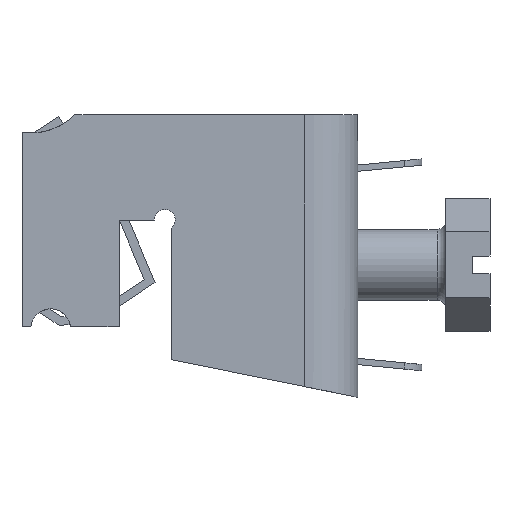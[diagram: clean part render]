
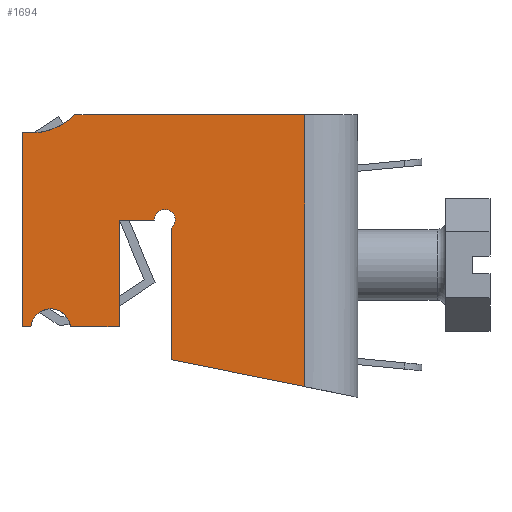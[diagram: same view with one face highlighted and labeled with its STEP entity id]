
A CAD part, left-side view. The second image highlights one B-rep face of the part: STEP entity #1694.
In plain terms, the highlighted planar face has unit normal (-1, 0, 0).
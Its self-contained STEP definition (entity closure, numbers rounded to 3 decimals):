
#71=CIRCLE('',#1833,7.071);
#72=CIRCLE('',#1834,2.264);
#73=CIRCLE('',#1835,1.177);
#155=ORIENTED_EDGE('',*,*,#657,.T.);
#156=ORIENTED_EDGE('',*,*,#658,.F.);
#157=ORIENTED_EDGE('',*,*,#659,.F.);
#158=ORIENTED_EDGE('',*,*,#660,.T.);
#159=ORIENTED_EDGE('',*,*,#661,.F.);
#160=ORIENTED_EDGE('',*,*,#662,.F.);
#161=ORIENTED_EDGE('',*,*,#663,.F.);
#162=ORIENTED_EDGE('',*,*,#664,.T.);
#163=ORIENTED_EDGE('',*,*,#665,.F.);
#164=ORIENTED_EDGE('',*,*,#666,.F.);
#165=ORIENTED_EDGE('',*,*,#667,.T.);
#166=ORIENTED_EDGE('',*,*,#668,.T.);
#657=EDGE_CURVE('',#908,#909,#71,.T.);
#658=EDGE_CURVE('',#910,#909,#1058,.T.);
#659=EDGE_CURVE('',#911,#910,#1059,.T.);
#660=EDGE_CURVE('',#911,#912,#72,.T.);
#661=EDGE_CURVE('',#913,#912,#1060,.T.);
#662=EDGE_CURVE('',#914,#913,#1061,.T.);
#663=EDGE_CURVE('',#915,#914,#1062,.T.);
#664=EDGE_CURVE('',#915,#916,#73,.T.);
#665=EDGE_CURVE('',#917,#916,#1063,.T.);
#666=EDGE_CURVE('',#918,#917,#1064,.T.);
#667=EDGE_CURVE('',#918,#919,#1065,.T.);
#668=EDGE_CURVE('',#919,#908,#1066,.T.);
#908=VERTEX_POINT('',#2560);
#909=VERTEX_POINT('',#2561);
#910=VERTEX_POINT('',#2563);
#911=VERTEX_POINT('',#2565);
#912=VERTEX_POINT('',#2567);
#913=VERTEX_POINT('',#2569);
#914=VERTEX_POINT('',#2571);
#915=VERTEX_POINT('',#2573);
#916=VERTEX_POINT('',#2575);
#917=VERTEX_POINT('',#2577);
#918=VERTEX_POINT('',#2579);
#919=VERTEX_POINT('',#2581);
#1058=LINE('',#2562,#1269);
#1059=LINE('',#2564,#1270);
#1060=LINE('',#2568,#1271);
#1061=LINE('',#2570,#1272);
#1062=LINE('',#2572,#1273);
#1063=LINE('',#2576,#1274);
#1064=LINE('',#2578,#1275);
#1065=LINE('',#2580,#1276);
#1066=LINE('',#2582,#1277);
#1269=VECTOR('',#2040,1000.);
#1270=VECTOR('',#2041,1000.);
#1271=VECTOR('',#2044,1000.);
#1272=VECTOR('',#2045,1000.);
#1273=VECTOR('',#2046,1000.);
#1274=VECTOR('',#2049,1000.);
#1275=VECTOR('',#2050,1000.);
#1276=VECTOR('',#2051,1000.);
#1277=VECTOR('',#2052,1000.);
#1434=EDGE_LOOP('',(#155,#156,#157,#158,#159,#160,#161,#162,#163,#164,#165,
#166));
#1527=FACE_BOUND('',#1434,.T.);
#1620=PLANE('',#1832);
#1694=ADVANCED_FACE('',(#1527),#1620,.F.);
#1832=AXIS2_PLACEMENT_3D('',#2558,#2036,#2037);
#1833=AXIS2_PLACEMENT_3D('',#2559,#2038,#2039);
#1834=AXIS2_PLACEMENT_3D('',#2566,#2042,#2043);
#1835=AXIS2_PLACEMENT_3D('',#2574,#2047,#2048);
#2036=DIRECTION('',(1.,0.,0.));
#2037=DIRECTION('',(0.,0.,-1.));
#2038=DIRECTION('',(1.,0.,0.));
#2039=DIRECTION('',(0.,1.,0.));
#2040=DIRECTION('',(0.,1.,0.));
#2041=DIRECTION('',(0.,0.,-1.));
#2042=DIRECTION('',(1.,0.,0.));
#2043=DIRECTION('',(0.,1.,0.));
#2044=DIRECTION('',(0.,0.,-1.));
#2045=DIRECTION('',(0.,-1.,0.));
#2046=DIRECTION('',(0.,0.,-1.));
#2047=DIRECTION('',(1.,0.,0.));
#2048=DIRECTION('',(0.,1.,0.));
#2049=DIRECTION('',(0.,1.,0.));
#2050=DIRECTION('',(0.,0.198,-0.98));
#2051=DIRECTION('',(0.,1.,0.));
#2052=DIRECTION('',(0.,0.,-1.));
#2558=CARTESIAN_POINT('',(-10.5,-32.,-6.));
#2559=CARTESIAN_POINT('',(-10.5,5.,-37.));
#2560=CARTESIAN_POINT('',(-10.5,0.,-32.));
#2561=CARTESIAN_POINT('',(-10.5,-2.,-38.));
#2562=CARTESIAN_POINT('',(-10.5,-32.,-38.));
#2563=CARTESIAN_POINT('',(-10.5,-24.,-38.));
#2564=CARTESIAN_POINT('',(-10.5,-24.,-37.));
#2565=CARTESIAN_POINT('',(-10.5,-24.,-37.));
#2566=CARTESIAN_POINT('',(-10.5,-24.25,-34.75));
#2567=CARTESIAN_POINT('',(-10.5,-24.,-32.5));
#2568=CARTESIAN_POINT('',(-10.5,-24.,-27.));
#2569=CARTESIAN_POINT('',(-10.5,-24.,-27.));
#2570=CARTESIAN_POINT('',(-10.5,-12.,-27.));
#2571=CARTESIAN_POINT('',(-10.5,-12.,-27.));
#2572=CARTESIAN_POINT('',(-10.5,-12.,-23.));
#2573=CARTESIAN_POINT('',(-10.5,-12.,-23.));
#2574=CARTESIAN_POINT('',(-10.5,-11.925,-21.825));
#2575=CARTESIAN_POINT('',(-10.5,-12.851,-21.098));
#2576=CARTESIAN_POINT('',(-10.5,-27.738,-21.098));
#2577=CARTESIAN_POINT('',(-10.5,-27.738,-21.098));
#2578=CARTESIAN_POINT('',(-10.5,-32.,0.));
#2579=CARTESIAN_POINT('',(-10.5,-30.788,-6.));
#2580=CARTESIAN_POINT('',(-10.5,-32.,-6.));
#2581=CARTESIAN_POINT('',(-10.5,0.,-6.));
#2582=CARTESIAN_POINT('',(-10.5,0.,-6.));
